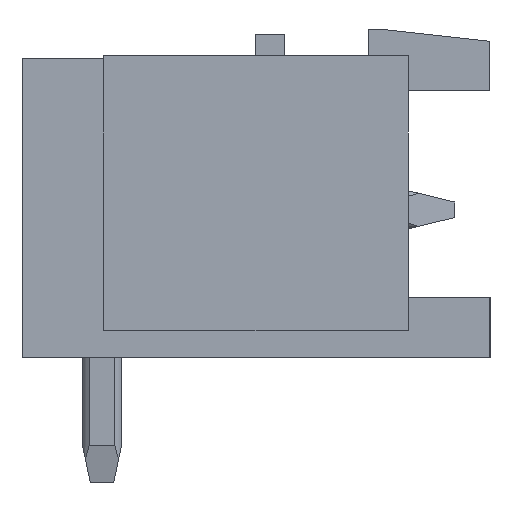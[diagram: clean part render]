
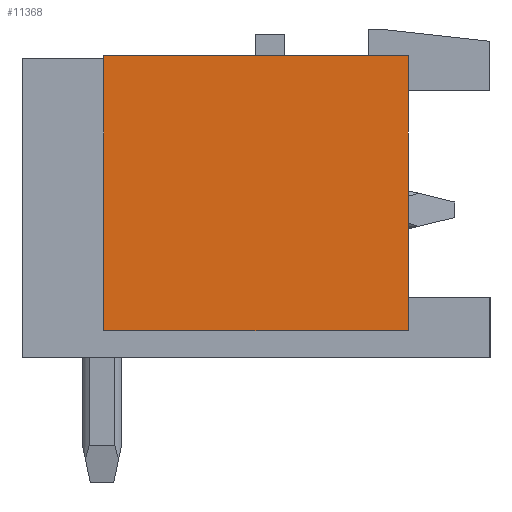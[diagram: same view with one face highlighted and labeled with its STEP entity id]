
A CAD part, left-side view. The second image highlights one B-rep face of the part: STEP entity #11368.
In plain terms, the highlighted planar face has unit normal (-1, 0, 0).
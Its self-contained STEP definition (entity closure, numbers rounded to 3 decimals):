
#11332=AXIS2_PLACEMENT_3D('Plane Axis2P3D',#11329,#11330,#11331) ;
#11329=CARTESIAN_POINT('Axis2P3D Location',(0.,2.1,0.)) ;
#11334=CARTESIAN_POINT('Line Origine',(0.,9.9,7.425)) ;
#11338=CARTESIAN_POINT('Vertex',(0.,9.9,3.9)) ;
#11340=CARTESIAN_POINT('Vertex',(0.,9.9,10.95)) ;
#11343=CARTESIAN_POINT('Line Origine',(0.,6.,3.9)) ;
#11347=CARTESIAN_POINT('Vertex',(0.,2.1,3.9)) ;
#11350=CARTESIAN_POINT('Line Origine',(0.,2.1,7.425)) ;
#11354=CARTESIAN_POINT('Vertex',(0.,2.1,10.95)) ;
#11357=CARTESIAN_POINT('Line Origine',(0.,6.,10.95)) ;
#11330=DIRECTION('Axis2P3D Direction',(1.,0.,0.)) ;
#11331=DIRECTION('Axis2P3D XDirection',(0.,1.,0.)) ;
#11335=DIRECTION('Vector Direction',(0.,0.,1.)) ;
#11344=DIRECTION('Vector Direction',(0.,1.,0.)) ;
#11351=DIRECTION('Vector Direction',(0.,0.,1.)) ;
#11358=DIRECTION('Vector Direction',(0.,1.,0.)) ;
#11336=VECTOR('Line Direction',#11335,1.) ;
#11345=VECTOR('Line Direction',#11344,1.) ;
#11352=VECTOR('Line Direction',#11351,1.) ;
#11359=VECTOR('Line Direction',#11358,1.) ;
#11363=ORIENTED_EDGE('',*,*,#11342,.F.) ;
#11364=ORIENTED_EDGE('',*,*,#11349,.T.) ;
#11365=ORIENTED_EDGE('',*,*,#11356,.T.) ;
#11366=ORIENTED_EDGE('',*,*,#11361,.F.) ;
#11368=ADVANCED_FACE('Housing',(#11367),#11333,.F.) ;
#11342=EDGE_CURVE('',#11339,#11341,#11337,.T.) ;
#11349=EDGE_CURVE('',#11339,#11348,#11346,.F.) ;
#11356=EDGE_CURVE('',#11348,#11355,#11353,.T.) ;
#11361=EDGE_CURVE('',#11341,#11355,#11360,.F.) ;
#11362=EDGE_LOOP('',(#11363,#11364,#11365,#11366)) ;
#11367=FACE_OUTER_BOUND('',#11362,.T.) ;
#11337=LINE('Line',#11334,#11336) ;
#11346=LINE('Line',#11343,#11345) ;
#11353=LINE('Line',#11350,#11352) ;
#11360=LINE('Line',#11357,#11359) ;
#11333=PLANE('',#11332) ;
#11339=VERTEX_POINT('',#11338) ;
#11341=VERTEX_POINT('',#11340) ;
#11348=VERTEX_POINT('',#11347) ;
#11355=VERTEX_POINT('',#11354) ;
